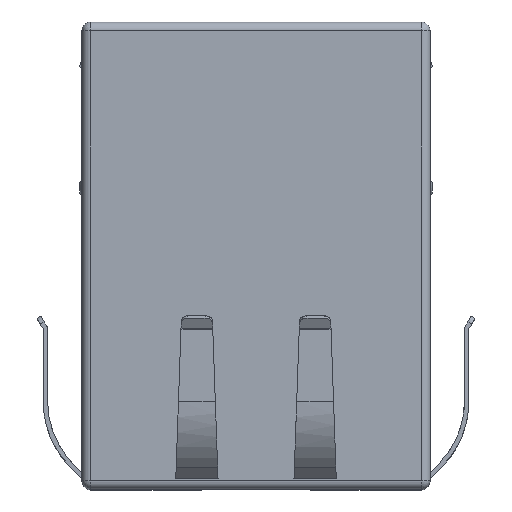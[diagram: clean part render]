
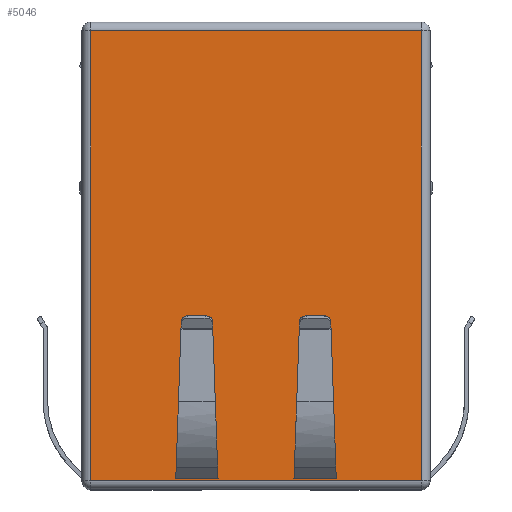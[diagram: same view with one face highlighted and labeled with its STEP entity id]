
A CAD part, top view. The second image highlights one B-rep face of the part: STEP entity #5046.
In plain terms, the highlighted planar face has unit normal (0, 0, 1).
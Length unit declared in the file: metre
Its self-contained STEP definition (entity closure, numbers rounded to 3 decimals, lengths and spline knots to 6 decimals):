
#2306 = EDGE_CURVE( '', #6333, #6334, #6335, .T. );
#2656 = EDGE_CURVE( '', #6613, #6902, #6903, .T. );
#2838 = EDGE_CURVE( '', #7184, #6652, #7185, .T. );
#2902 = EDGE_CURVE( '', #7281, #5660, #7282, .T. );
#3176 = EDGE_CURVE( '', #7683, #7684, #7685, .T. );
#3340 = EDGE_CURVE( '', #7923, #7924, #7925, .T. );
#3558 = EDGE_CURVE( '', #7683, #6613, #8224, .T. );
#3650 = EDGE_CURVE( '', #7184, #5660, #8349, .T. );
#4272 = EDGE_CURVE( '', #7281, #6652, #9155, .T. );
#5046 = ADVANCED_FACE( '', ( #10067, #10068, #10069 ), #10070, .T. );
#5290 = EDGE_CURVE( '', #7923, #6333, #10350, .T. );
#5384 = EDGE_CURVE( '', #6334, #7924, #10450, .T. );
#5462 = EDGE_CURVE( '', #6902, #7684, #10533, .T. );
#5660 = VERTEX_POINT( '', #10814 );
#6333 = VERTEX_POINT( '', #11931 );
#6334 = VERTEX_POINT( '', #11932 );
#6335 = LINE( '', #11933, #11934 );
#6613 = VERTEX_POINT( '', #12347 );
#6652 = VERTEX_POINT( '', #12399 );
#6902 = VERTEX_POINT( '', #12819 );
#6903 = LINE( '', #12820, #12821 );
#7184 = VERTEX_POINT( '', #13252 );
#7185 = LINE( '', #13253, #13254 );
#7281 = VERTEX_POINT( '', #13401 );
#7282 = LINE( '', #13402, #13403 );
#7683 = VERTEX_POINT( '', #14087 );
#7684 = VERTEX_POINT( '', #14088 );
#7685 = LINE( '', #14089, #14090 );
#7923 = VERTEX_POINT( '', #14448 );
#7924 = VERTEX_POINT( '', #14449 );
#7925 = LINE( '', #14450, #14451 );
#8224 = LINE( '', #14920, #14921 );
#8349 = LINE( '', #15132, #15133 );
#9155 = LINE( '', #16541, #16542 );
#10067 = FACE_OUTER_BOUND( '', #18138, .T. );
#10068 = FACE_BOUND( '', #18139, .T. );
#10069 = FACE_BOUND( '', #18140, .T. );
#10070 = PLANE( '', #18141 );
#10350 = LINE( '', #18632, #18633 );
#10450 = LINE( '', #18869, #18870 );
#10533 = LINE( '', #19024, #19025 );
#10814 = CARTESIAN_POINT( '', ( 0.001745, -0.009974, 0.0137 ) );
#11931 = CARTESIAN_POINT( '', ( -0.003655, -0.009974, 0.0137 ) );
#11932 = CARTESIAN_POINT( '', ( -0.001745, -0.009974, 0.0137 ) );
#11933 = CARTESIAN_POINT( '', ( -0.003655, -0.009974, 0.0137 ) );
#11934 = VECTOR( '', #19857, 1. );
#12347 = CARTESIAN_POINT( '', ( 0.00755, -0.010357, 0.0137 ) );
#12399 = CARTESIAN_POINT( '', ( 0.003665, -0.01027, 0.0137 ) );
#12819 = CARTESIAN_POINT( '', ( -0.00755, -0.010357, 0.0137 ) );
#12820 = CARTESIAN_POINT( '', ( 0.00755, -0.010357, 0.0137 ) );
#12821 = VECTOR( '', #20430, 1. );
#13252 = CARTESIAN_POINT( '', ( 0.001735, -0.01027, 0.0137 ) );
#13253 = CARTESIAN_POINT( '', ( 0.001735, -0.01027, 0.0137 ) );
#13254 = VECTOR( '', #20723, 1. );
#13401 = CARTESIAN_POINT( '', ( 0.003655, -0.009974, 0.0137 ) );
#13402 = CARTESIAN_POINT( '', ( 0.003655, -0.009974, 0.0137 ) );
#13403 = VECTOR( '', #20821, 1. );
#14087 = CARTESIAN_POINT( '', ( 0.00755, 0.010193, 0.0137 ) );
#14088 = CARTESIAN_POINT( '', ( -0.00755, 0.010193, 0.0137 ) );
#14089 = CARTESIAN_POINT( '', ( 0.00755, 0.010193, 0.0137 ) );
#14090 = VECTOR( '', #21257, 1. );
#14448 = CARTESIAN_POINT( '', ( -0.003665, -0.01027, 0.0137 ) );
#14449 = CARTESIAN_POINT( '', ( -0.001735, -0.01027, 0.0137 ) );
#14450 = CARTESIAN_POINT( '', ( -0.003665, -0.01027, 0.0137 ) );
#14451 = VECTOR( '', #21541, 1. );
#14920 = CARTESIAN_POINT( '', ( 0.00755, 0.010193, 0.0137 ) );
#14921 = VECTOR( '', #21932, 1. );
#15132 = CARTESIAN_POINT( '', ( 0.001735, -0.01027, 0.0137 ) );
#15133 = VECTOR( '', #22075, 1. );
#16541 = CARTESIAN_POINT( '', ( 0.003655, -0.009974, 0.0137 ) );
#16542 = VECTOR( '', #23378, 1. );
#18138 = EDGE_LOOP( '', ( #24646, #24647, #24648, #24649 ) );
#18139 = EDGE_LOOP( '', ( #24650, #24651, #24652, #24653 ) );
#18140 = EDGE_LOOP( '', ( #24654, #24655, #24656, #24657 ) );
#18141 = AXIS2_PLACEMENT_3D( '', #24658, #24659, #24660 );
#18632 = CARTESIAN_POINT( '', ( -0.003665, -0.01027, 0.0137 ) );
#18633 = VECTOR( '', #25067, 1. );
#18869 = CARTESIAN_POINT( '', ( -0.001745, -0.009974, 0.0137 ) );
#18870 = VECTOR( '', #25170, 1. );
#19024 = CARTESIAN_POINT( '', ( -0.00755, -0.010357, 0.0137 ) );
#19025 = VECTOR( '', #25260, 1. );
#19857 = DIRECTION( '', ( 1., 0., 0. ) );
#20430 = DIRECTION( '', ( -1., 0., 0. ) );
#20723 = DIRECTION( '', ( 1., 0., 0. ) );
#20821 = DIRECTION( '', ( -1., 0., 0. ) );
#21257 = DIRECTION( '', ( -1., 0., 0. ) );
#21541 = DIRECTION( '', ( 1., 0., 0. ) );
#21932 = DIRECTION( '', ( 0., -1., 0. ) );
#22075 = DIRECTION( '', ( 0.035, 0.999, 0. ) );
#23378 = DIRECTION( '', ( 0.035, -0.999, 0. ) );
#24646 = ORIENTED_EDGE( '', *, *, #3176, .T. );
#24647 = ORIENTED_EDGE( '', *, *, #5462, .F. );
#24648 = ORIENTED_EDGE( '', *, *, #2656, .F. );
#24649 = ORIENTED_EDGE( '', *, *, #3558, .F. );
#24650 = ORIENTED_EDGE( '', *, *, #3650, .T. );
#24651 = ORIENTED_EDGE( '', *, *, #2902, .F. );
#24652 = ORIENTED_EDGE( '', *, *, #4272, .T. );
#24653 = ORIENTED_EDGE( '', *, *, #2838, .F. );
#24654 = ORIENTED_EDGE( '', *, *, #5384, .T. );
#24655 = ORIENTED_EDGE( '', *, *, #3340, .F. );
#24656 = ORIENTED_EDGE( '', *, *, #5290, .T. );
#24657 = ORIENTED_EDGE( '', *, *, #2306, .T. );
#24658 = CARTESIAN_POINT( '', ( 0.00795, 0.010593, 0.0137 ) );
#24659 = DIRECTION( '', ( 0., 0., 1. ) );
#24660 = DIRECTION( '', ( 1., 0., 0. ) );
#25067 = DIRECTION( '', ( 0.035, 0.999, 0. ) );
#25170 = DIRECTION( '', ( 0.035, -0.999, 0. ) );
#25260 = DIRECTION( '', ( 0., 1., 0. ) );
